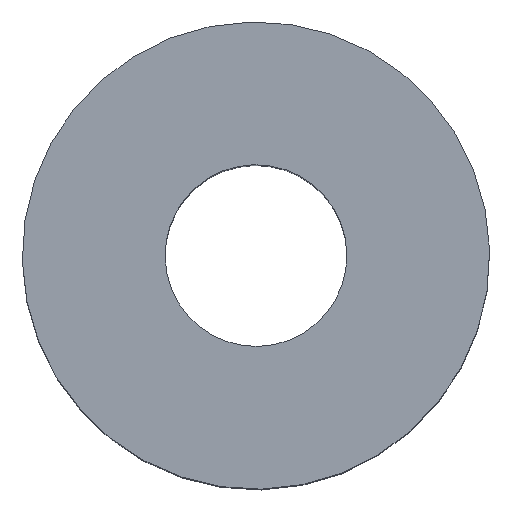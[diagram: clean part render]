
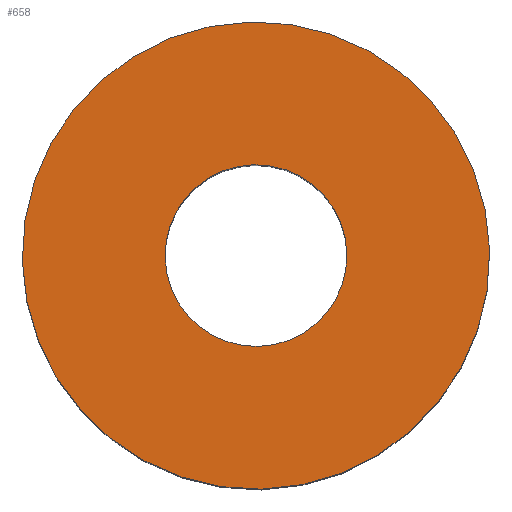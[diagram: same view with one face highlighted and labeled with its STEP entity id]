
A CAD part, top view. The second image highlights one B-rep face of the part: STEP entity #658.
In plain terms, the highlighted planar face has unit normal (0, 0, 1).
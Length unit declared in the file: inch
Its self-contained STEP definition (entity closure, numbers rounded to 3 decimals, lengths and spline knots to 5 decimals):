
#602=AXIS2_PLACEMENT_3D('Circle Axis2P3D',#600,#601,$) ;
#621=AXIS2_PLACEMENT_3D('Circle Axis2P3D',#619,#620,$) ;
#634=AXIS2_PLACEMENT_3D('Plane Axis2P3D',#631,#632,#633) ;
#642=AXIS2_PLACEMENT_3D('Circle Axis2P3D',#640,#641,$) ;
#651=AXIS2_PLACEMENT_3D('Circle Axis2P3D',#649,#650,$) ;
#597=CARTESIAN_POINT('Vertex',(2.15741,3.94912,8.75)) ;
#600=CARTESIAN_POINT('Axis2P3D Location',(0.,0.,8.75)) ;
#604=CARTESIAN_POINT('Vertex',(-2.15741,-3.94912,8.75)) ;
#619=CARTESIAN_POINT('Axis2P3D Location',(0.,0.,8.75)) ;
#631=CARTESIAN_POINT('Axis2P3D Location',(0.,4.5,8.75)) ;
#640=CARTESIAN_POINT('Axis2P3D Location',(0.,0.,8.75)) ;
#644=CARTESIAN_POINT('Vertex',(-0.83899,-1.53577,8.75)) ;
#646=CARTESIAN_POINT('Vertex',(0.83899,1.53577,8.75)) ;
#649=CARTESIAN_POINT('Axis2P3D Location',(0.,0.,8.75)) ;
#601=DIRECTION('Axis2P3D Direction',(0.,0.,-0.039)) ;
#620=DIRECTION('Axis2P3D Direction',(0.,0.,-0.039)) ;
#632=DIRECTION('Axis2P3D Direction',(0.,0.,-0.039)) ;
#633=DIRECTION('Axis2P3D XDirection',(0.039,0.,0.)) ;
#641=DIRECTION('Axis2P3D Direction',(0.,0.,-0.039)) ;
#650=DIRECTION('Axis2P3D Direction',(0.,0.,-0.039)) ;
#637=ORIENTED_EDGE('',*,*,#606,.F.) ;
#638=ORIENTED_EDGE('',*,*,#623,.F.) ;
#655=ORIENTED_EDGE('',*,*,#648,.T.) ;
#656=ORIENTED_EDGE('',*,*,#653,.T.) ;
#657=FACE_BOUND('',#654,.T.) ;
#658=ADVANCED_FACE('PartBody',(#639,#657),#635,.F.) ;
#603=CIRCLE('generated circle',#602,4.5) ;
#622=CIRCLE('generated circle',#621,4.5) ;
#643=CIRCLE('generated circle',#642,1.75) ;
#652=CIRCLE('generated circle',#651,1.75) ;
#606=EDGE_CURVE('',#598,#605,#603,.T.) ;
#623=EDGE_CURVE('',#605,#598,#622,.T.) ;
#648=EDGE_CURVE('',#645,#647,#643,.T.) ;
#653=EDGE_CURVE('',#647,#645,#652,.T.) ;
#636=EDGE_LOOP('',(#637,#638)) ;
#654=EDGE_LOOP('',(#655,#656)) ;
#639=FACE_OUTER_BOUND('',#636,.T.) ;
#635=PLANE('',#634) ;
#598=VERTEX_POINT('',#597) ;
#605=VERTEX_POINT('',#604) ;
#645=VERTEX_POINT('',#644) ;
#647=VERTEX_POINT('',#646) ;
